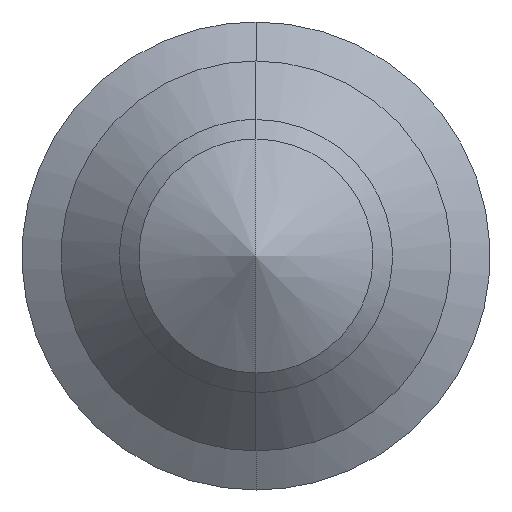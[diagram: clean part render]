
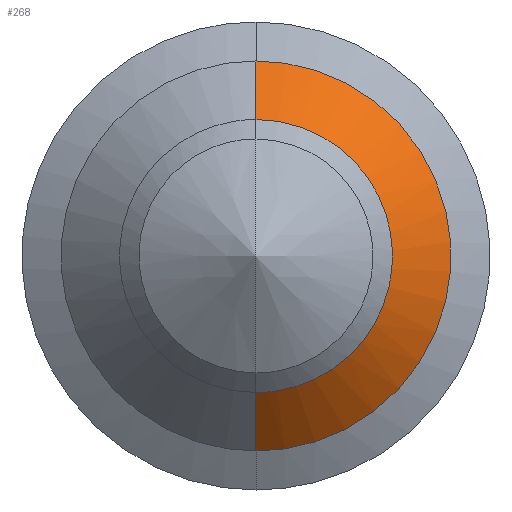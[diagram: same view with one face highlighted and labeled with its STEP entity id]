
A CAD part, left-side view. The second image highlights one B-rep face of the part: STEP entity #268.
In plain terms, the highlighted free-form (B-spline) face has degree [1, 2] with [2, 5] control points.
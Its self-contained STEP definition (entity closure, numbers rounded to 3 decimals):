
#213=CARTESIAN_POINT('',(16.732,0.,3.5));
#214=CARTESIAN_POINT('',(16.732,-3.5,3.5));
#215=CARTESIAN_POINT('',(16.732,-3.5,0.));
#216=CARTESIAN_POINT('',(16.732,-3.5,-3.5));
#217=CARTESIAN_POINT('',(16.732,0.,-3.5));
#218=CARTESIAN_POINT('',(18.232,0.,5.));
#219=CARTESIAN_POINT('',(18.232,-5.,5.));
#220=CARTESIAN_POINT('',(18.232,-5.,0.));
#221=CARTESIAN_POINT('',(18.232,-5.,-5.));
#222=CARTESIAN_POINT('',(18.232,0.,-5.));
#223=(
BOUNDED_SURFACE()
B_SPLINE_SURFACE(1,2,((#213,#214,#215,#216,#217),
(#218,#219,#220,#221,#222)
),
.UNSPECIFIED.,.F.,.F.,.F.)
B_SPLINE_SURFACE_WITH_KNOTS((2,2),
(3,2,3),
(0.,1.),
(0.,0.5,1.),
.UNSPECIFIED.)
GEOMETRIC_REPRESENTATION_ITEM()
RATIONAL_B_SPLINE_SURFACE(((1.,0.707,1.,0.707,1.),(1.,0.707,1.,0.707,1.)))
REPRESENTATION_ITEM('')
SURFACE()
);
#224=CARTESIAN_POINT('',(16.732,0.,3.5));
#225=CARTESIAN_POINT('',(18.232,0.,5.));
#226=CARTESIAN_POINT('',(16.732,0.,3.5));
#227=CARTESIAN_POINT('',(18.232,0.,5.));
#228=(BOUNDED_CURVE()
B_SPLINE_CURVE(1,(#226,#227),.UNSPECIFIED.,.F.,.F.)
B_SPLINE_CURVE_WITH_KNOTS((2,2),
(0.,1.),.UNSPECIFIED.)
CURVE()
GEOMETRIC_REPRESENTATION_ITEM()
RATIONAL_B_SPLINE_CURVE((1.,1.))
REPRESENTATION_ITEM(''));
#229=CARTESIAN_POINT('',(18.232,0.,5.));
#230=CARTESIAN_POINT('',(18.232,0.,-5.));
#231=CARTESIAN_POINT('',(18.232,0.,5.));
#232=CARTESIAN_POINT('',(18.232,-5.,5.));
#233=CARTESIAN_POINT('',(18.232,-5.,0.));
#234=CARTESIAN_POINT('',(18.232,-5.,-5.));
#235=CARTESIAN_POINT('',(18.232,0.,-5.));
#236=(BOUNDED_CURVE()
B_SPLINE_CURVE(2,(#231,#232,#233,#234,#235),.UNSPECIFIED.,.F.,.F.)
B_SPLINE_CURVE_WITH_KNOTS((3,2,3),
(0.,0.5,1.),.UNSPECIFIED.)
CURVE()
GEOMETRIC_REPRESENTATION_ITEM()
RATIONAL_B_SPLINE_CURVE((1.,0.707,1.,0.707,1.))
REPRESENTATION_ITEM(''));
#237=CARTESIAN_POINT('',(16.732,0.,-3.5));
#238=CARTESIAN_POINT('',(18.232,0.,-5.));
#239=CARTESIAN_POINT('',(16.732,0.,-3.5));
#240=CARTESIAN_POINT('',(18.232,0.,-5.));
#241=(BOUNDED_CURVE()
B_SPLINE_CURVE(1,(#239,#240),.UNSPECIFIED.,.F.,.F.)
B_SPLINE_CURVE_WITH_KNOTS((2,2),
(0.,1.),.UNSPECIFIED.)
CURVE()
GEOMETRIC_REPRESENTATION_ITEM()
RATIONAL_B_SPLINE_CURVE((1.,1.))
REPRESENTATION_ITEM(''));
#242=CARTESIAN_POINT('',(16.732,0.,3.5));
#243=CARTESIAN_POINT('',(16.732,0.,-3.5));
#244=CARTESIAN_POINT('',(16.732,0.,-3.5));
#245=CARTESIAN_POINT('',(16.732,-3.5,-3.5));
#246=CARTESIAN_POINT('',(16.732,-3.5,0.));
#247=CARTESIAN_POINT('',(16.732,-3.5,3.5));
#248=CARTESIAN_POINT('',(16.732,0.,3.5));
#249=(BOUNDED_CURVE()
B_SPLINE_CURVE(2,(#244,#245,#246,#247,#248),.UNSPECIFIED.,.F.,.F.)
B_SPLINE_CURVE_WITH_KNOTS((3,2,3),
(0.,0.5,1.),.UNSPECIFIED.)
CURVE()
GEOMETRIC_REPRESENTATION_ITEM()
RATIONAL_B_SPLINE_CURVE((1.,0.707,1.,0.707,1.))
REPRESENTATION_ITEM(''));
#250=FACE_OUTER_BOUND('',#251,.T.);
#251=EDGE_LOOP('',(#252,#253,#254,#255));
#252=ORIENTED_EDGE('',*,*,#256,.T.);
#253=ORIENTED_EDGE('',*,*,#257,.T.);
#254=ORIENTED_EDGE('',*,*,#258,.T.);
#255=ORIENTED_EDGE('',*,*,#259,.T.);
#256=EDGE_CURVE('',#260,#264,#228,.T.);
#257=EDGE_CURVE('',#261,#265,#236,.T.);
#258=EDGE_CURVE('',#262,#266,#241,.T.);
#259=EDGE_CURVE('',#263,#267,#249,.T.);
#260=VERTEX_POINT('',#224);
#261=VERTEX_POINT('',#229);
#262=VERTEX_POINT('',#237);
#263=VERTEX_POINT('',#242);
#264=VERTEX_POINT('',#225);
#265=VERTEX_POINT('',#230);
#266=VERTEX_POINT('',#238);
#267=VERTEX_POINT('',#243);
#268=ADVANCED_FACE('',(#250),#223,.T.);
